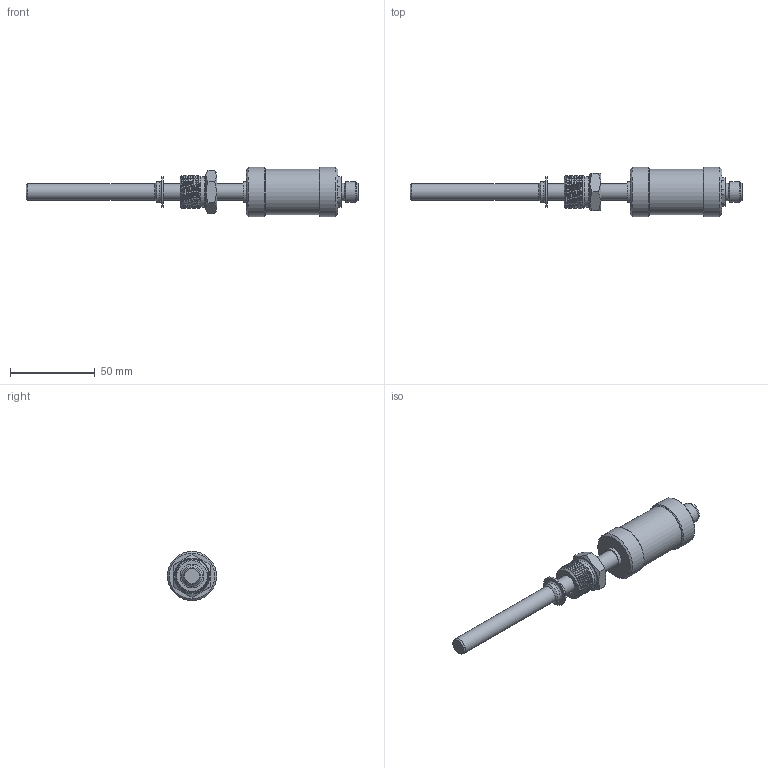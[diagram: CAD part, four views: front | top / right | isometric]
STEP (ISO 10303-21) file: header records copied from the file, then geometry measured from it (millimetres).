
FILE_DESCRIPTION(('STEP AP214'), '1');
FILE_NAME('ﾊﾓﾂﾔ.405210.006.N.033.ﾕ.ﾕﾕ.10.L.L1.ﾌZ ﾝﾑﾁ', '', ('UNSPECIFIED'), ('UNSPECIFIED'), 'C3D Converter', 'C3D Toolkit', '');
FILE_SCHEMA(('AUTOMOTIVE_DESIGN { 1 0 10303 214 3 1 1}'));
Length unit declared in the file: millimetre
Products named in the file (20): КУВФ.405210.006.Х.033.N.ХХ.10.L.L1.МZ ЭСБ; КУВФ.301156.320.2626.D.L.L1.МZ; КУВФ.301121.410.6757.10.L.L1.МZ; КУВФ.711111.430.755; КУВФ.715241.430.3003.Lтр; КУВФ.711141.430.068; Сварка 9 мм конец арматуры; Сварка 10  - 12 Треугольник; КУВФ.713751.430.3073.10; КУВФ.713541.430.019; КУВФ.715141.430.3066.45; КУВФ.754176.440.1011-01; КУВФ.713561.430.3069; КУВФ.гайка М12
Assembly tree (22 placements, depth 4):
  КУВФ.405210.006.Х.033.N.ХХ.10.L.L1.МZ ЭСБ
    КУВФ.301156.320.2626.D.L.L1.МZ
      КУВФ.301121.410.6757.10.L.L1.МZ
        КУВФ.711111.430.755
        КУВФ.715241.430.3003.Lтр
        КУВФ.711141.430.068
        Сварка 9 мм конец арматуры
        Сварка 10  - 12 Треугольник
        КУВФ.713751.430.3073.10
        КУВФ.713541.430.019
      КУВФ.715141.430.3066.45
      (unnamed)
    КУВФ.754176.440.1011-01
    КУВФ.713561.430.3069
    (unnamed)
      (unnamed)
      (unnamed)
      (unnamed)
      (unnamed)  x4
      КУВФ.гайка М12
Bounding box: 195.8 x 29 x 29 mm (x, y, z)
Volume: 25782.6 mm3; surface area: 29981.4 mm2
Topology: 19 solids, 19 shells, 675 faces, 1844 edges, 1218 vertices
Faces by surface type: plane 538, cylinder 95, cone 29, torus 6, sphere 4, bspline 3
Full cylindrical faces by diameter (mm): 1 x8, 8 x1, 8.917 x1, 9 x4, 9.85 x1, 10 x2, 10.4 x1, 10.5 x2, 11 x1, 12 x3, 13 x1, 14.917 x1, 16 x1, 16.2 x2, 17.4 x1, 17.8 x1, 18 x1, 23 x3, 25.3 x2, 25.376 x2, 26.9 x1, 27 x2, 29 x2
Entity records: 31201 total; most frequent: CARTESIAN_POINT 11098, DIRECTION 3501, ORIENTED_EDGE 3488, EDGE_CURVE 1744, LINE 1499, VECTOR 1499, VERTEX_POINT 1197, AXIS2_PLACEMENT_3D 1001
